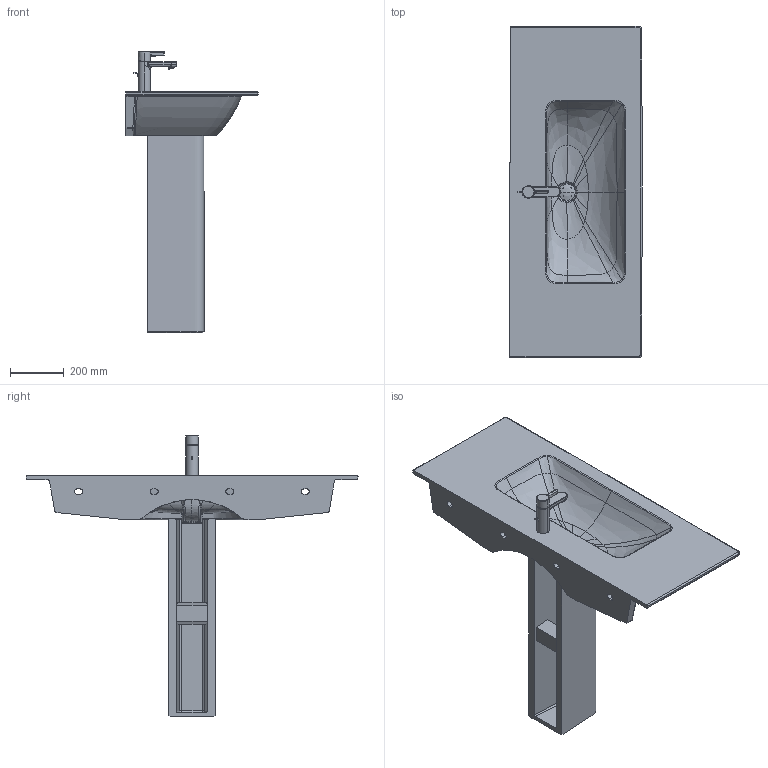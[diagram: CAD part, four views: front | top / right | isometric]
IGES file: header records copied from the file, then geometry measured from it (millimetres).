
Global section: file name: No Iges File Name specified; native system: Autodesk Inventor 2011; preprocessor: AutoDesk Inventor Iges Exporter R2011; author: Administrator; date: 20160608.121542; units: millimetre
Bounding box: 490 x 1230.24 x 1042.35 mm (x, y, z)
Volume: 33607328.2 mm3; surface area: 2715517.2 mm2
Topology: 8 solids, 8 shells, 476 faces, 1197 edges, 740 vertices
Faces by surface type: bspline 214, plane 98, revolution 71, cylinder 61, torus 23, cone 5, sphere 4
